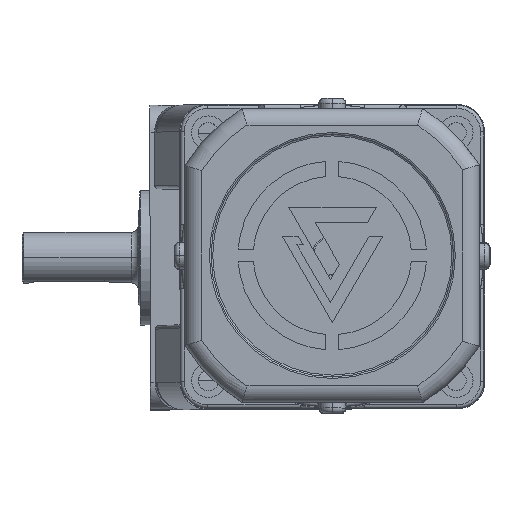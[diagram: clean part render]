
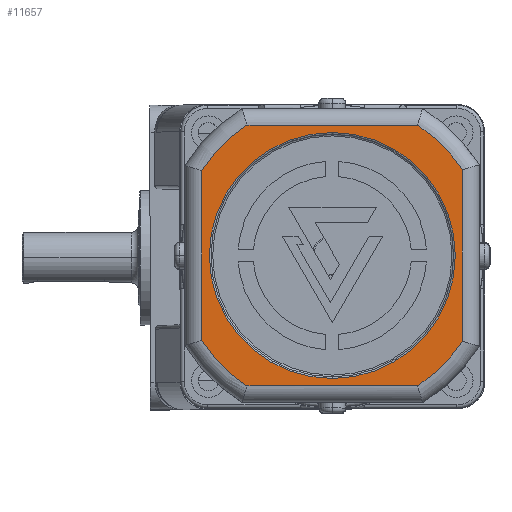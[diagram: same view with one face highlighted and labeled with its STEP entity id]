
A CAD part, top view. The second image highlights one B-rep face of the part: STEP entity #11657.
In plain terms, the highlighted planar face has unit normal (0, 0, 1).
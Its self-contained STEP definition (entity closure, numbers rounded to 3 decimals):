
#211 = VERTEX_POINT ( 'NONE', #15614 ) ;
#337 = LINE ( 'NONE', #7463, #20552 ) ;
#387 = CARTESIAN_POINT ( 'NONE',  ( -105.304, 5.376, 114.376 ) ) ;
#462 = CARTESIAN_POINT ( 'NONE',  ( -79.978, 80.576, 114.376 ) ) ;
#570 = AXIS2_PLACEMENT_3D ( 'NONE', #21864, #5930, #13010 ) ;
#705 = PLANE ( 'NONE',  #22831 ) ;
#720 = ORIENTED_EDGE ( 'NONE', *, *, #4083, .T. ) ;
#2245 = DIRECTION ( 'NONE',  ( 0., 0., 1. ) ) ;
#2887 = VECTOR ( 'NONE', #12279, 1000. ) ;
#3207 = DIRECTION ( 'NONE',  ( 0., -1., 0. ) ) ;
#3284 = VERTEX_POINT ( 'NONE', #4556 ) ;
#3342 = DIRECTION ( 'NONE',  ( 0., 0., 1. ) ) ;
#3616 = VERTEX_POINT ( 'NONE', #15346 ) ;
#3667 = CIRCLE ( 'NONE', #16691, 46.25 ) ;
#3672 = ORIENTED_EDGE ( 'NONE', *, *, #5245, .T. ) ;
#3968 = CARTESIAN_POINT ( 'NONE',  ( -105.304, 3.176, 114.376 ) ) ;
#4083 = EDGE_CURVE ( 'NONE', #9025, #14670, #21128, .T. ) ;
#4448 = ORIENTED_EDGE ( 'NONE', *, *, #6221, .T. ) ;
#4556 = CARTESIAN_POINT ( 'NONE',  ( -66.673, 67.307, 114.376 ) ) ;
#4875 = CARTESIAN_POINT ( 'NONE',  ( -105.304, 41.876, 114.376 ) ) ;
#5063 = LINE ( 'NONE', #12163, #15851 ) ;
#5182 = CARTESIAN_POINT ( 'NONE',  ( -132.078, 80.576, 114.376 ) ) ;
#5245 = EDGE_CURVE ( 'NONE', #3284, #9025, #3667, .T. ) ;
#5253 = VERTEX_POINT ( 'NONE', #13908 ) ;
#5518 = ORIENTED_EDGE ( 'NONE', *, *, #19764, .T. ) ;
#5684 = VERTEX_POINT ( 'NONE', #21337 ) ;
#5930 = DIRECTION ( 'NONE',  ( 0., 0., -1. ) ) ;
#6221 = EDGE_CURVE ( 'NONE', #14290, #211, #8857, .T. ) ;
#6999 = EDGE_LOOP ( 'NONE', ( #7720, #5518 ) ) ;
#7122 = VERTEX_POINT ( 'NONE', #387 ) ;
#7463 = CARTESIAN_POINT ( 'NONE',  ( -144.073, 15.215, 114.376 ) ) ;
#7720 = ORIENTED_EDGE ( 'NONE', *, *, #21041, .T. ) ;
#7826 = CARTESIAN_POINT ( 'NONE',  ( -105.304, 41.876, 114.376 ) ) ;
#7958 = VECTOR ( 'NONE', #11068, 1000. ) ;
#8381 = CIRCLE ( 'NONE', #21388, 36.5 ) ;
#8567 = CARTESIAN_POINT ( 'NONE',  ( -105.304, 41.876, 114.376 ) ) ;
#8857 = CIRCLE ( 'NONE', #21856, 46.25 ) ;
#8859 = EDGE_LOOP ( 'NONE', ( #4448, #22337, #18603, #12731, #3672, #720, #15018, #13100 ) ) ;
#8960 = CARTESIAN_POINT ( 'NONE',  ( -130.629, 80.576, 114.376 ) ) ;
#9025 = VERTEX_POINT ( 'NONE', #462 ) ;
#9353 = DIRECTION ( 'NONE',  ( 0., -1., 0. ) ) ;
#9560 = FACE_BOUND ( 'NONE', #6999, .T. ) ;
#9892 = CIRCLE ( 'NONE', #12864, 46.25 ) ;
#10337 = EDGE_CURVE ( 'NONE', #16089, #14290, #337, .T. ) ;
#10431 = DIRECTION ( 'NONE',  ( 0., -1., 0. ) ) ;
#10619 = CIRCLE ( 'NONE', #570, 36.5 ) ;
#11068 = DIRECTION ( 'NONE',  ( 1., 0., 0. ) ) ;
#11400 = AXIS2_PLACEMENT_3D ( 'NONE', #18212, #2245, #9353 ) ;
#11589 = EDGE_CURVE ( 'NONE', #211, #3616, #19923, .T. ) ;
#11657 = ADVANCED_FACE ( 'NONE', ( #9560, #16673 ), #705, .F. ) ;
#11969 = DIRECTION ( 'NONE',  ( 0., 0., -1. ) ) ;
#12051 = CARTESIAN_POINT ( 'NONE',  ( -105.304, 41.876, 114.376 ) ) ;
#12163 = CARTESIAN_POINT ( 'NONE',  ( -66.673, 41.876, 114.376 ) ) ;
#12279 = DIRECTION ( 'NONE',  ( -1., 0., 0. ) ) ;
#12731 = ORIENTED_EDGE ( 'NONE', *, *, #13603, .T. ) ;
#12864 = AXIS2_PLACEMENT_3D ( 'NONE', #8567, #15664, #22765 ) ;
#13010 = DIRECTION ( 'NONE',  ( 0., -1., 0. ) ) ;
#13100 = ORIENTED_EDGE ( 'NONE', *, *, #10337, .T. ) ;
#13573 = EDGE_CURVE ( 'NONE', #14670, #16089, #9892, .T. ) ;
#13603 = EDGE_CURVE ( 'NONE', #5684, #3284, #5063, .T. ) ;
#13908 = CARTESIAN_POINT ( 'NONE',  ( -105.304, 78.376, 114.376 ) ) ;
#14290 = VERTEX_POINT ( 'NONE', #20531 ) ;
#14532 = DIRECTION ( 'NONE',  ( 0., -1., 0. ) ) ;
#14670 = VERTEX_POINT ( 'NONE', #8960 ) ;
#14906 = DIRECTION ( 'NONE',  ( 0., 0., -1. ) ) ;
#15018 = ORIENTED_EDGE ( 'NONE', *, *, #13573, .T. ) ;
#15346 = CARTESIAN_POINT ( 'NONE',  ( -79.978, 3.176, 114.376 ) ) ;
#15614 = CARTESIAN_POINT ( 'NONE',  ( -130.629, 3.176, 114.376 ) ) ;
#15664 = DIRECTION ( 'NONE',  ( 0., 0., 1. ) ) ;
#15851 = VECTOR ( 'NONE', #19286, 1000. ) ;
#16089 = VERTEX_POINT ( 'NONE', #21126 ) ;
#16251 = EDGE_CURVE ( 'NONE', #3616, #5684, #21442, .T. ) ;
#16673 = FACE_OUTER_BOUND ( 'NONE', #8859, .T. ) ;
#16691 = AXIS2_PLACEMENT_3D ( 'NONE', #12051, #19162, #3207 ) ;
#18212 = CARTESIAN_POINT ( 'NONE',  ( -105.304, 41.876, 114.376 ) ) ;
#18603 = ORIENTED_EDGE ( 'NONE', *, *, #16251, .T. ) ;
#19085 = DIRECTION ( 'NONE',  ( 0., -1., 0. ) ) ;
#19162 = DIRECTION ( 'NONE',  ( 0., 0., 1. ) ) ;
#19286 = DIRECTION ( 'NONE',  ( 0., 1., 0. ) ) ;
#19301 = CARTESIAN_POINT ( 'NONE',  ( -105.304, 41.876, 114.376 ) ) ;
#19764 = EDGE_CURVE ( 'NONE', #5253, #7122, #10619, .T. ) ;
#19923 = LINE ( 'NONE', #3968, #7958 ) ;
#20531 = CARTESIAN_POINT ( 'NONE',  ( -144.073, 16.657, 114.376 ) ) ;
#20552 = VECTOR ( 'NONE', #14532, 1000. ) ;
#21041 = EDGE_CURVE ( 'NONE', #7122, #5253, #8381, .T. ) ;
#21126 = CARTESIAN_POINT ( 'NONE',  ( -144.073, 67.094, 114.376 ) ) ;
#21128 = LINE ( 'NONE', #5182, #2887 ) ;
#21337 = CARTESIAN_POINT ( 'NONE',  ( -66.673, 16.444, 114.376 ) ) ;
#21388 = AXIS2_PLACEMENT_3D ( 'NONE', #4875, #11969, #19085 ) ;
#21442 = CIRCLE ( 'NONE', #11400, 46.25 ) ;
#21856 = AXIS2_PLACEMENT_3D ( 'NONE', #19301, #3342, #10431 ) ;
#21864 = CARTESIAN_POINT ( 'NONE',  ( -105.304, 41.876, 114.376 ) ) ;
#22006 = DIRECTION ( 'NONE',  ( 0., -1., 0. ) ) ;
#22337 = ORIENTED_EDGE ( 'NONE', *, *, #11589, .T. ) ;
#22765 = DIRECTION ( 'NONE',  ( 0., -1., 0. ) ) ;
#22831 = AXIS2_PLACEMENT_3D ( 'NONE', #7826, #14906, #22006 ) ;
